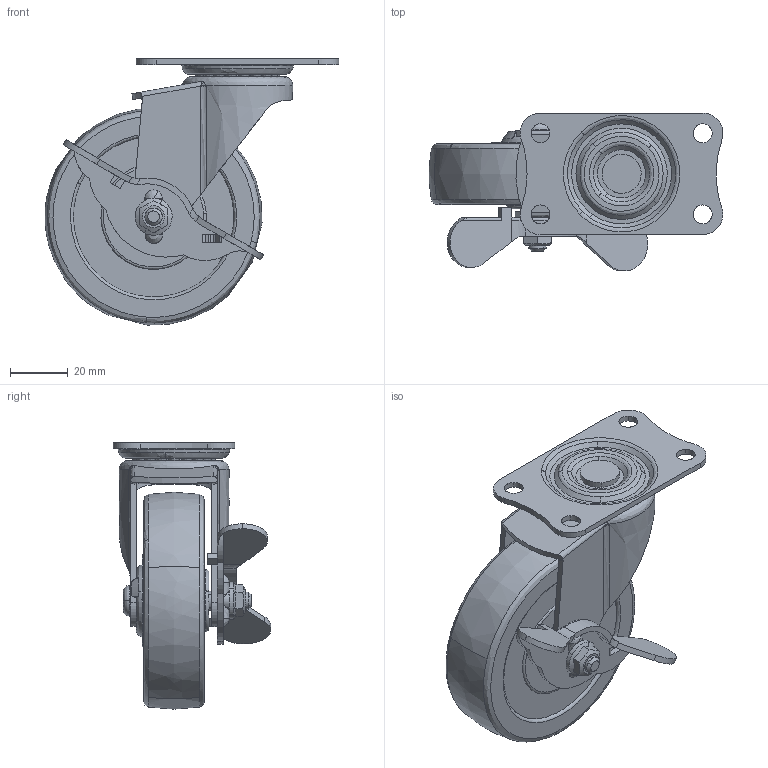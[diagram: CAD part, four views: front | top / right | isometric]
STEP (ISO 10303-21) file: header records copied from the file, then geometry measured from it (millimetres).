
FILE_DESCRIPTION((''),'2;1');
FILE_NAME('','2006-01-18T13:42:38',(''),(''),'','CADfix','');
FILE_SCHEMA(('AUTOMOTIVE_DESIGN'));
Length unit declared in the file: millimetre
Products named in the file (7): wheel; mounting plate; main shaft; lever; body; axle; No_415_E_R75_4_13015_36
Assembly tree (6 placements, depth 2):
  No_415_E_R75_4_13015_36
    wheel
    mounting plate
    main shaft
    lever
    body
    axle
Bounding box: 101.48 x 54.44 x 91.94 mm (x, y, z)
Volume: 115427.8 mm3; surface area: 40225.4 mm2
Topology: 6 solids, 6 shells, 332 faces, 1245 edges, 955 vertices
Faces by surface type: bspline 332
Entity records: 24154 total; most frequent: CARTESIAN_POINT 16666, ORIENTED_EDGE 2486, EDGE_CURVE 1243, VERTEX_POINT 955, B_SPLINE_CURVE_WITH_KNOTS 917, EDGE_LOOP 464, FACE_OUTER_BOUND 331, ADVANCED_FACE 331
